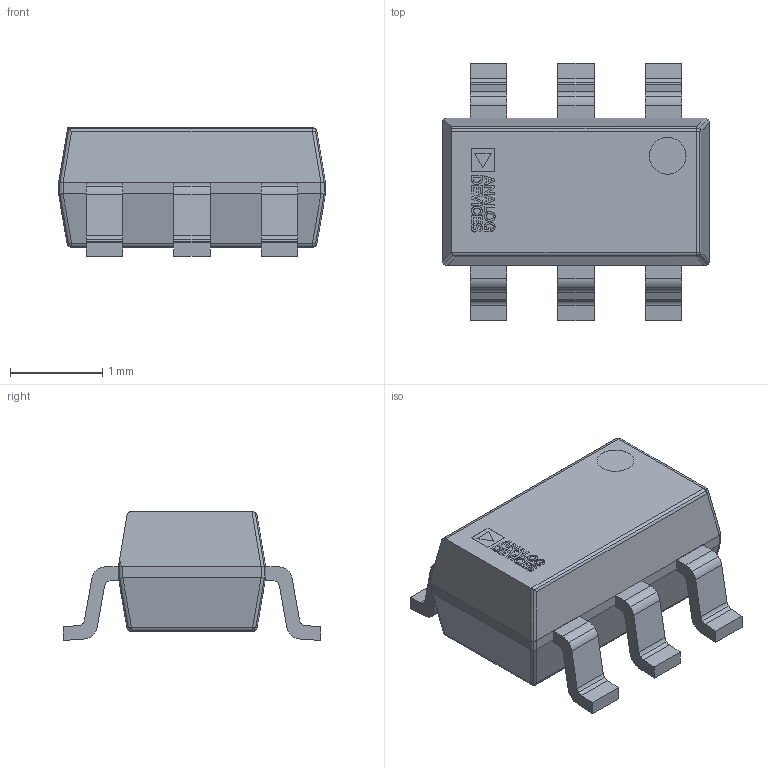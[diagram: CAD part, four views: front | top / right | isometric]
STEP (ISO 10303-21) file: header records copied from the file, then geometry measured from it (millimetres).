
FILE_DESCRIPTION (( 'STEP AP214' ), '1' );
FILE_NAME ('D5V0P4UR6SO-7.step', '2023-03-28T15:04:23', ( '' ), ( '' ), 'SwSTEP 2.0', 'SolidWorks 2022', '' );
FILE_SCHEMA (( 'AUTOMOTIVE_DESIGN' ));
Length unit declared in the file: millimetre
Products named in the file (6): IC_LEG_MIR2^Diode_Diodes_Inc_D5V0P4UR6SO-7_eec_Designator5_D5V0P4UR6SO-7(2)_D5V0P4UR6SO-7; circle^Diode_Diodes_Inc_D5V0P4UR6SO-7_eec_Designator5_D5V0P4UR6SO-7(2)_D5V0P4UR6SO-7; D5V0P4UR6SO-7; Analog Devices^Diode_Diodes_Inc_D5V0P4UR6SO-7_eec_Designator5_D5V0P4UR6SO-7(2)_D5V0P4UR6SO-7; IC_BODY^Diode_Diodes_Inc_D5V0P4UR6SO-7_eec_Designator5_D5V0P4UR6SO-7(2)_D5V0P4UR6SO-7; IC_LEG^Diode_Diodes_Inc_D5V0P4UR6SO-7_eec_Designator5_D5V0P4UR6SO-7(2)_D5V0P4UR6SO-7
Assembly tree (9 placements, depth 2):
  D5V0P4UR6SO-7
    IC_BODY^Diode_Diodes_Inc_D5V0P4UR6SO-7_eec_Designator5_D5V0P4UR6SO-7(2)_D5V0P4UR6SO-7
    IC_LEG^Diode_Diodes_Inc_D5V0P4UR6SO-7_eec_Designator5_D5V0P4UR6SO-7(2)_D5V0P4UR6SO-7  x3
    circle^Diode_Diodes_Inc_D5V0P4UR6SO-7_eec_Designator5_D5V0P4UR6SO-7(2)_D5V0P4UR6SO-7
    Analog Devices^Diode_Diodes_Inc_D5V0P4UR6SO-7_eec_Designator5_D5V0P4UR6SO-7(2)_D5V0P4UR6SO-7
    IC_LEG_MIR2^Diode_Diodes_Inc_D5V0P4UR6SO-7_eec_Designator5_D5V0P4UR6SO-7(2)_D5V0P4UR6SO-7  x3
Bounding box: 2.9 x 2.8 x 1.4 mm (x, y, z)
Volume: 5.9 mm3; surface area: 27 mm2
Topology: 22 solids, 22 shells, 339 faces, 859 edges, 564 vertices
Faces by surface type: plane 206, cylinder 86, bspline 35, sphere 12
Entity records: 8467 total; most frequent: CARTESIAN_POINT 1956, ORIENTED_EDGE 1334, DIRECTION 1135, EDGE_CURVE 667, LINE 467, VECTOR 467, VERTEX_POINT 436, AXIS2_PLACEMENT_3D 334
